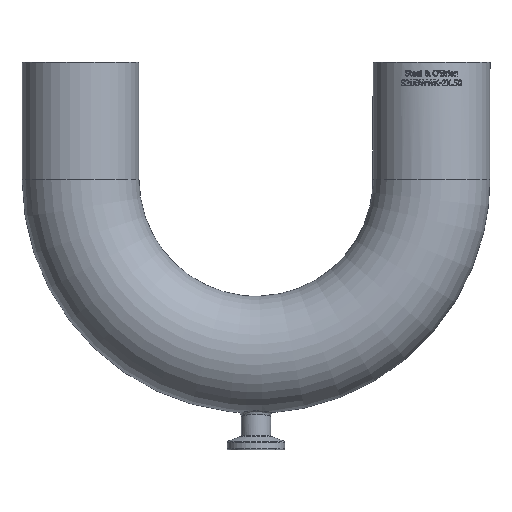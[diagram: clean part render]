
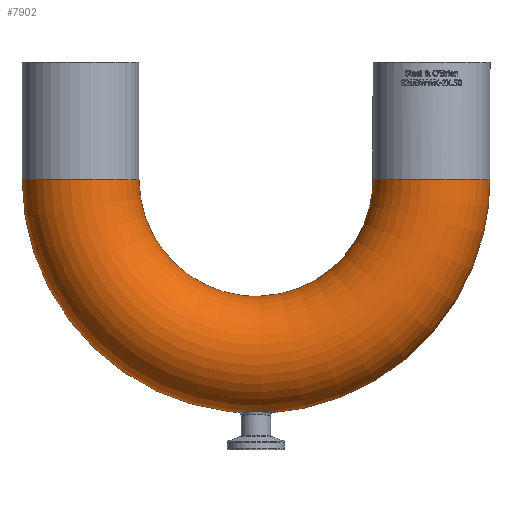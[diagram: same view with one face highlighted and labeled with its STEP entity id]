
A CAD part, top view. The second image highlights one B-rep face of the part: STEP entity #7902.
In plain terms, the highlighted toroidal (fillet/blend) face has major radius 76.2 mm and minor radius 25.4 mm.
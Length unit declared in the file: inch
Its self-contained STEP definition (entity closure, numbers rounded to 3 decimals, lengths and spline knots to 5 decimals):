
#19=TOROIDAL_SURFACE('',#8390,3.,1.);
#150=FACE_BOUND('',#1470,.T.);
#151=FACE_BOUND('',#1471,.T.);
#974=FACE_OUTER_BOUND('',#1469,.T.);
#1469=EDGE_LOOP('',(#7352));
#1470=EDGE_LOOP('',(#7353));
#1471=EDGE_LOOP('',(#7354));
#1637=CIRCLE('',#8344,1.);
#1654=CIRCLE('',#8385,1.);
#3076=B_SPLINE_CURVE_WITH_KNOTS('',3,(#17535,#17536,#17537,#17538,#17539,
#17540,#17541,#17542,#17543,#17544,#17545,#17546,#17547,#17548,#17549,#17550,
#17551,#17552,#17553,#17554,#17555,#17556,#17557,#17558,#17559,#17560,#17561,
#17562,#17563,#17564,#17565,#17566,#17567,#17568,#17569,#17570,#17571),
 .UNSPECIFIED.,.T.,.F.,(4,3,3,3,3,3,3,3,3,3,3,3,4),(-3.00775,-2.87192,
-2.52212,-2.15776,-1.81767,-1.45375,
-1.09086,-0.7571,-0.40139,-0.05427,
0.27987,0.65167,1.00281),.UNSPECIFIED.);
#3840=VERTEX_POINT('',#17343);
#3857=VERTEX_POINT('',#17401);
#3859=VERTEX_POINT('',#17511);
#5005=EDGE_CURVE('',#3840,#3840,#1637,.T.);
#5022=EDGE_CURVE('',#3857,#3857,#1654,.T.);
#5026=EDGE_CURVE('',#3859,#3859,#3076,.T.);
#7352=ORIENTED_EDGE('',*,*,#5005,.F.);
#7353=ORIENTED_EDGE('',*,*,#5022,.F.);
#7354=ORIENTED_EDGE('',*,*,#5026,.F.);
#7902=ADVANCED_FACE('',(#974,#150,#151),#19,.T.);
#8344=AXIS2_PLACEMENT_3D('',#17344,#9772,#9773);
#8385=AXIS2_PLACEMENT_3D('',#17402,#9854,#9855);
#8390=AXIS2_PLACEMENT_3D('',#17573,#9864,#9865);
#9772=DIRECTION('center_axis',(0.,1.,0.));
#9773=DIRECTION('ref_axis',(-1.,0.,0.));
#9854=DIRECTION('center_axis',(0.,1.,0.));
#9855=DIRECTION('ref_axis',(1.,0.,0.));
#9864=DIRECTION('center_axis',(0.,0.,
1.));
#9865=DIRECTION('ref_axis',(-0.707,-0.707,0.));
#17343=CARTESIAN_POINT('',(3.,4.125,-1.));
#17344=CARTESIAN_POINT('Origin',(3.,4.125,0.));
#17401=CARTESIAN_POINT('',(-3.,4.125,1.));
#17402=CARTESIAN_POINT('Origin',(-3.,4.125,0.));
#17511=CARTESIAN_POINT('',(0.,0.16923,0.29412));
#17535=CARTESIAN_POINT('Ctrl Pts',(0.,0.16923,
0.29412));
#17536=CARTESIAN_POINT('Ctrl Pts',(-0.0219,0.16923,
0.29412));
#17537=CARTESIAN_POINT('Ctrl Pts',(-0.04381,0.16872,
0.29187));
#17538=CARTESIAN_POINT('Ctrl Pts',(-0.06519,0.16774,
0.28745));
#17539=CARTESIAN_POINT('Ctrl Pts',(-0.12026,0.16523,
0.27605));
#17540=CARTESIAN_POINT('Ctrl Pts',(-0.17164,0.15951,
0.24995));
#17541=CARTESIAN_POINT('Ctrl Pts',(-0.21222,0.15362,
0.21302));
#17542=CARTESIAN_POINT('Ctrl Pts',(-0.25448,0.14748,
0.17455));
#17543=CARTESIAN_POINT('Ctrl Pts',(-0.28498,0.14141,
0.12432));
#17544=CARTESIAN_POINT('Ctrl Pts',(-0.2989,0.13863,
0.06985));
#17545=CARTESIAN_POINT('Ctrl Pts',(-0.31189,0.13604,0.01902));
#17546=CARTESIAN_POINT('Ctrl Pts',(-0.31033,0.13638,
-0.03529));
#17547=CARTESIAN_POINT('Ctrl Pts',(-0.29447,0.13951,
-0.08534));
#17548=CARTESIAN_POINT('Ctrl Pts',(-0.27749,0.14286,
-0.1389));
#17549=CARTESIAN_POINT('Ctrl Pts',(-0.24428,0.14927,
-0.18738));
#17550=CARTESIAN_POINT('Ctrl Pts',(-0.19996,0.15535,
-0.22359));
#17551=CARTESIAN_POINT('Ctrl Pts',(-0.15578,0.16142,
-0.25969));
#17552=CARTESIAN_POINT('Ctrl Pts',(-0.10055,0.16686,
-0.28355));
#17553=CARTESIAN_POINT('Ctrl Pts',(-0.04262,0.16859,
-0.29129));
#17554=CARTESIAN_POINT('Ctrl Pts',(0.01066,0.17019,-0.2984));
#17555=CARTESIAN_POINT('Ctrl Pts',(0.06594,0.16856,
-0.29183));
#17556=CARTESIAN_POINT('Ctrl Pts',(0.11565,0.16455,
-0.27257));
#17557=CARTESIAN_POINT('Ctrl Pts',(0.16864,0.16028,
-0.25204));
#17558=CARTESIAN_POINT('Ctrl Pts',(0.21518,0.15354,
-0.21724));
#17559=CARTESIAN_POINT('Ctrl Pts',(0.24874,0.14788,
-0.17319));
#17560=CARTESIAN_POINT('Ctrl Pts',(0.28148,0.14236,
-0.1302));
#17561=CARTESIAN_POINT('Ctrl Pts',(0.30179,0.13806,
-0.07841));
#17562=CARTESIAN_POINT('Ctrl Pts',(0.30657,0.13708,
-0.02513));
#17563=CARTESIAN_POINT('Ctrl Pts',(0.31117,0.13614,
0.02615));
#17564=CARTESIAN_POINT('Ctrl Pts',(0.30134,0.1383,
0.07857));
#17565=CARTESIAN_POINT('Ctrl Pts',(0.27854,0.14257,
0.12501));
#17566=CARTESIAN_POINT('Ctrl Pts',(0.25318,0.14733,0.17667));
#17567=CARTESIAN_POINT('Ctrl Pts',(0.21189,0.15452,0.22081));
#17568=CARTESIAN_POINT('Ctrl Pts',(0.16107,0.16019,
0.25063));
#17569=CARTESIAN_POINT('Ctrl Pts',(0.11308,0.16554,
0.2788));
#17570=CARTESIAN_POINT('Ctrl Pts',(0.05663,0.16923,
0.29412));
#17571=CARTESIAN_POINT('Ctrl Pts',(0.,0.16923,
0.29412));
#17573=CARTESIAN_POINT('Origin',(0.,4.125,0.));
